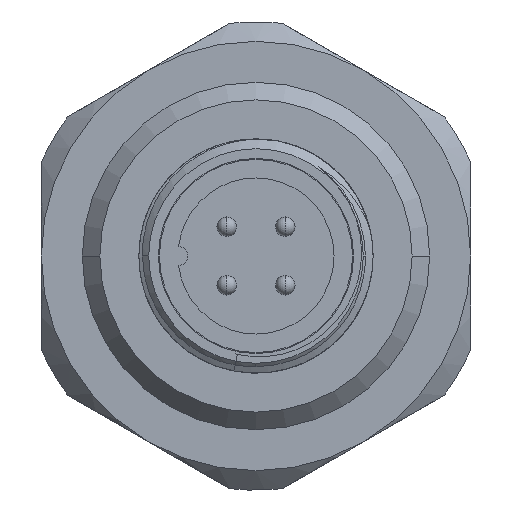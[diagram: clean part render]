
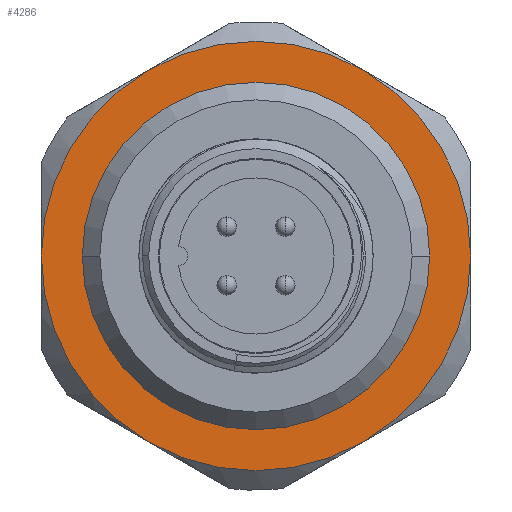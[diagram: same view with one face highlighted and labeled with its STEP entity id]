
A CAD part, left-side view. The second image highlights one B-rep face of the part: STEP entity #4286.
In plain terms, the highlighted planar face has unit normal (-1, 0, 0).
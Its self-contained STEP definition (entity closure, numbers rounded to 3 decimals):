
#100 = CIRCLE ( 'NONE', #7676, 11. ) ;
#248 = CARTESIAN_POINT ( 'NONE',  ( 3.79, 0., 0. ) ) ;
#330 = ORIENTED_EDGE ( 'NONE', *, *, #5148, .T. ) ;
#416 = AXIS2_PLACEMENT_3D ( 'NONE', #4061, #7227, #2113 ) ;
#615 = DIRECTION ( 'NONE',  ( 0., 1., 0. ) ) ;
#924 = CARTESIAN_POINT ( 'NONE',  ( 3.79, 0., 0. ) ) ;
#1013 = VERTEX_POINT ( 'NONE', #4802 ) ;
#1094 = AXIS2_PLACEMENT_3D ( 'NONE', #1973, #7197, #3914 ) ;
#1240 = ORIENTED_EDGE ( 'NONE', *, *, #1727, .F. ) ;
#1276 = VERTEX_POINT ( 'NONE', #1899 ) ;
#1305 = EDGE_LOOP ( 'NONE', ( #4787, #4655, #4587, #6108, #6499, #7449 ) ) ;
#1309 = CARTESIAN_POINT ( 'NONE',  ( 3.79, 0., 0. ) ) ;
#1361 = DIRECTION ( 'NONE',  ( 0., 1., 0. ) ) ;
#1414 = CARTESIAN_POINT ( 'NONE',  ( 3.79, 0., 0. ) ) ;
#1445 = DIRECTION ( 'NONE',  ( 0., -0.5, 0.866 ) ) ;
#1727 = EDGE_CURVE ( 'NONE', #2044, #6750, #5673, .T. ) ;
#1830 = FACE_BOUND ( 'NONE', #3912, .T. ) ;
#1850 = CARTESIAN_POINT ( 'NONE',  ( 3.79, 11., 0. ) ) ;
#1866 = AXIS2_PLACEMENT_3D ( 'NONE', #1414, #4549, #1361 ) ;
#1874 = CARTESIAN_POINT ( 'NONE',  ( 3.79, 0., 0. ) ) ;
#1899 = CARTESIAN_POINT ( 'NONE',  ( 3.79, -5.5, 9.526 ) ) ;
#1973 = CARTESIAN_POINT ( 'NONE',  ( 3.79, 0., 0. ) ) ;
#2026 = AXIS2_PLACEMENT_3D ( 'NONE', #5733, #2568, #615 ) ;
#2044 = VERTEX_POINT ( 'NONE', #4661 ) ;
#2113 = DIRECTION ( 'NONE',  ( 0., 1., 0. ) ) ;
#2137 = VERTEX_POINT ( 'NONE', #2787 ) ;
#2495 = DIRECTION ( 'NONE',  ( 0., 1., 0. ) ) ;
#2503 = AXIS2_PLACEMENT_3D ( 'NONE', #5059, #3138, #2495 ) ;
#2568 = DIRECTION ( 'NONE',  ( 1., 0., 0. ) ) ;
#2652 = DIRECTION ( 'NONE',  ( 1., 0., 0. ) ) ;
#2787 = CARTESIAN_POINT ( 'NONE',  ( 3.79, 5.5, -9.526 ) ) ;
#2927 = EDGE_CURVE ( 'NONE', #2137, #1013, #6515, .T. ) ;
#3138 = DIRECTION ( 'NONE',  ( -1., 0., 0. ) ) ;
#3206 = DIRECTION ( 'NONE',  ( 0., 0.5, 0.866 ) ) ;
#3265 = DIRECTION ( 'NONE',  ( 0., -0.5, -0.866 ) ) ;
#3493 = AXIS2_PLACEMENT_3D ( 'NONE', #1309, #2652, #3206 ) ;
#3744 = CIRCLE ( 'NONE', #1866, 8.9 ) ;
#3745 = CARTESIAN_POINT ( 'NONE',  ( 3.79, -8.9, 0. ) ) ;
#3908 = VERTEX_POINT ( 'NONE', #5197 ) ;
#3912 = EDGE_LOOP ( 'NONE', ( #1240, #330 ) ) ;
#3914 = DIRECTION ( 'NONE',  ( 0., 0.5, -0.866 ) ) ;
#4061 = CARTESIAN_POINT ( 'NONE',  ( 3.79, 0., 0. ) ) ;
#4168 = DIRECTION ( 'NONE',  ( 0., 1., 0. ) ) ;
#4286 = ADVANCED_FACE ( 'NONE', ( #7194, #1830 ), #7196, .F. ) ;
#4332 = CIRCLE ( 'NONE', #5836, 11. ) ;
#4549 = DIRECTION ( 'NONE',  ( 1., 0., 0. ) ) ;
#4587 = ORIENTED_EDGE ( 'NONE', *, *, #7746, .T. ) ;
#4629 = AXIS2_PLACEMENT_3D ( 'NONE', #248, #4758, #1445 ) ;
#4655 = ORIENTED_EDGE ( 'NONE', *, *, #2927, .T. ) ;
#4661 = CARTESIAN_POINT ( 'NONE',  ( 3.79, 8.9, 0. ) ) ;
#4678 = CARTESIAN_POINT ( 'NONE',  ( 3.79, 5.5, 9.526 ) ) ;
#4758 = DIRECTION ( 'NONE',  ( 1., 0., 0. ) ) ;
#4787 = ORIENTED_EDGE ( 'NONE', *, *, #8071, .T. ) ;
#4802 = CARTESIAN_POINT ( 'NONE',  ( 3.79, -5.5, -9.526 ) ) ;
#5059 = CARTESIAN_POINT ( 'NONE',  ( 3.79, 0., 0. ) ) ;
#5148 = EDGE_CURVE ( 'NONE', #2044, #6750, #3744, .T. ) ;
#5183 = DIRECTION ( 'NONE',  ( -1., 0., 0. ) ) ;
#5197 = CARTESIAN_POINT ( 'NONE',  ( 3.79, -11., 0. ) ) ;
#5243 = EDGE_CURVE ( 'NONE', #1276, #3908, #6282, .T. ) ;
#5673 = CIRCLE ( 'NONE', #2503, 8.9 ) ;
#5685 = EDGE_CURVE ( 'NONE', #7604, #7962, #8209, .T. ) ;
#5733 = CARTESIAN_POINT ( 'NONE',  ( 3.79, 0., 0. ) ) ;
#5836 = AXIS2_PLACEMENT_3D ( 'NONE', #924, #8042, #4168 ) ;
#6108 = ORIENTED_EDGE ( 'NONE', *, *, #5243, .F. ) ;
#6282 = CIRCLE ( 'NONE', #4629, 11. ) ;
#6499 = ORIENTED_EDGE ( 'NONE', *, *, #7646, .F. ) ;
#6515 = CIRCLE ( 'NONE', #1094, 11. ) ;
#6557 = CIRCLE ( 'NONE', #3493, 11. ) ;
#6750 = VERTEX_POINT ( 'NONE', #3745 ) ;
#7194 = FACE_OUTER_BOUND ( 'NONE', #1305, .T. ) ;
#7196 = PLANE ( 'NONE',  #416 ) ;
#7197 = DIRECTION ( 'NONE',  ( -1., 0., 0. ) ) ;
#7227 = DIRECTION ( 'NONE',  ( 1., 0., 0. ) ) ;
#7449 = ORIENTED_EDGE ( 'NONE', *, *, #5685, .F. ) ;
#7604 = VERTEX_POINT ( 'NONE', #1850 ) ;
#7646 = EDGE_CURVE ( 'NONE', #7962, #1276, #6557, .T. ) ;
#7676 = AXIS2_PLACEMENT_3D ( 'NONE', #1874, #5183, #3265 ) ;
#7746 = EDGE_CURVE ( 'NONE', #1013, #3908, #100, .T. ) ;
#7962 = VERTEX_POINT ( 'NONE', #4678 ) ;
#8042 = DIRECTION ( 'NONE',  ( -1., 0., 0. ) ) ;
#8071 = EDGE_CURVE ( 'NONE', #7604, #2137, #4332, .T. ) ;
#8209 = CIRCLE ( 'NONE', #2026, 11. ) ;
